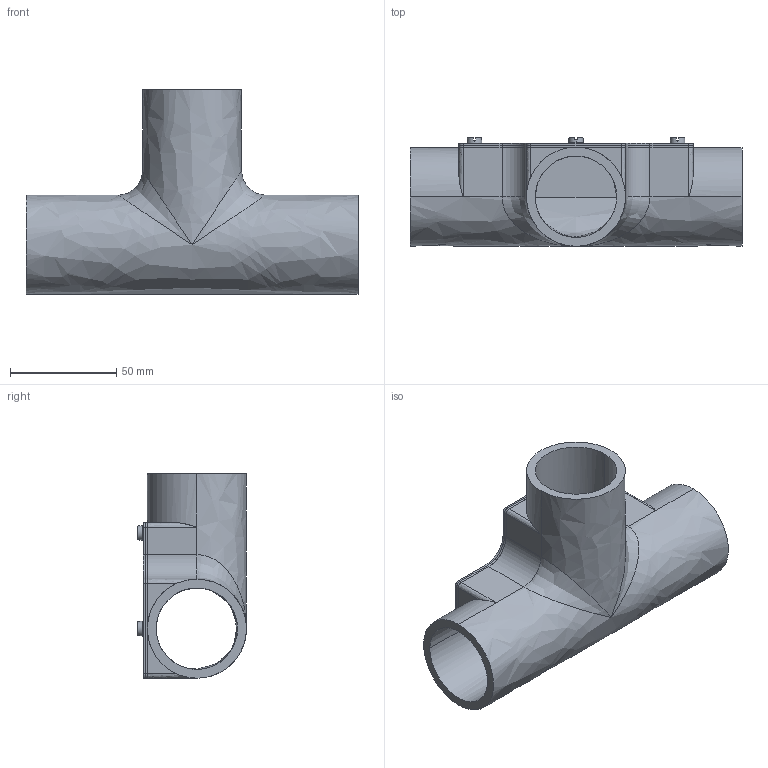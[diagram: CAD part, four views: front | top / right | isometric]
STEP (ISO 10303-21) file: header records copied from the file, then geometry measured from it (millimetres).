
FILE_DESCRIPTION(/* description */ (''),/* implementation_level */ '2;1');
FILE_NAME(/* name */ '2047608',/* time_stamp */ '2015-05-04T14:13:03+02:00',/* author */ (''),/* organization */ (''),/* preprocessor_version */ 'ST-DEVELOPER v15',/* originating_system */ '',/* authorisation */ '');
FILE_SCHEMA (('CONFIG_CONTROL_DESIGN'));
Length unit declared in the file: millimetre
Products named in the file (2): Document; Block 02
Assembly tree (1 placements, depth 2):
  Document
    Block 02
Bounding box: 156 x 51.1 x 96 mm (x, y, z)
Volume: 13275.1 mm3; surface area: 79286.6 mm2
Topology: 5 solids, 6 shells, 158 faces, 404 edges, 249 vertices
Faces by surface type: bspline 93, plane 65
Entity records: 7963 total; most frequent: CARTESIAN_POINT 5430, ORIENTED_EDGE 788, EDGE_CURVE 400, VERTEX_POINT 249, B_SPLINE_CURVE_WITH_KNOTS 214, EDGE_LOOP 165, ADVANCED_FACE 158, FACE_OUTER_BOUND 158
